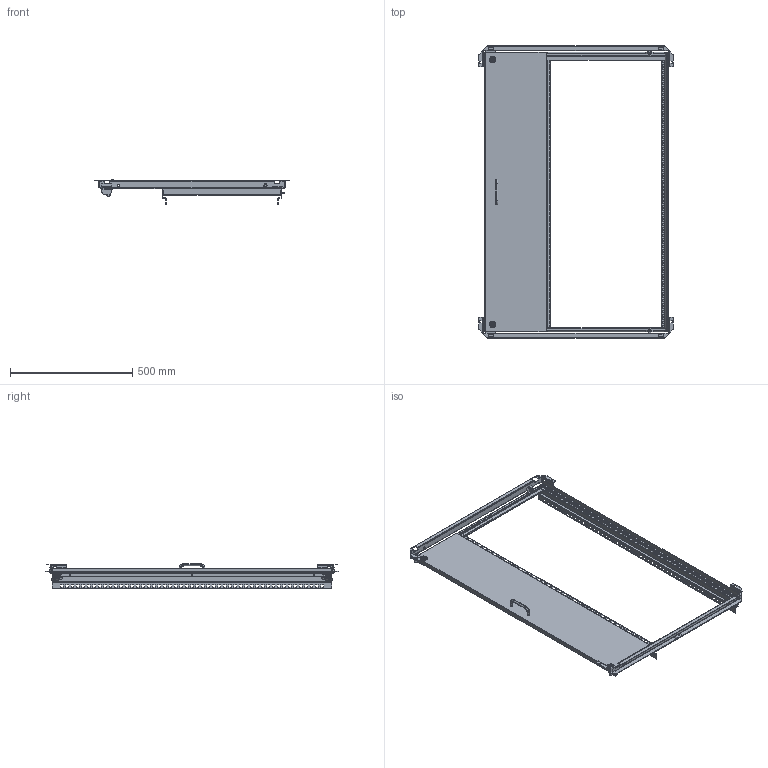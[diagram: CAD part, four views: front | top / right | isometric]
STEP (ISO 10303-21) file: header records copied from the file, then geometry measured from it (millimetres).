
FILE_DESCRIPTION((''),'2;1');
FILE_NAME('NSYVDM25U8P','2016-08-24T',('sesa52832'),('Schneider-Electric'),'PRO/ENGINEER BY PARAMETRIC TECHNOLOGY CORPORATION, 2015440','PRO/ENGINEER BY PARAMETRIC TECHNOLOGY CORPORATION, 2015440','');
FILE_SCHEMA(('CONFIG_CONTROL_DESIGN'));
Length unit declared in the file: millimetre
Products named in the file (1): NSYVDM25U8P
Bounding box: 794.5 x 1197 x 102 mm (x, y, z)
Volume: 1517618 mm3; surface area: 1493729.4 mm2
Topology: 9 solids, 15 shells, 1961 faces, 5482 edges, 3536 vertices
Faces by surface type: plane 1511, cylinder 308, cone 66, torus 64, bspline 8, sphere 4
Entity records: 63988 total; most frequent: CARTESIAN_POINT 12161, ORIENTED_EDGE 10960, DIRECTION 10052, EDGE_CURVE 5480, VECTOR 4450, LINE 4450, VERTEX_POINT 3536, AXIS2_PLACEMENT_3D 2801
